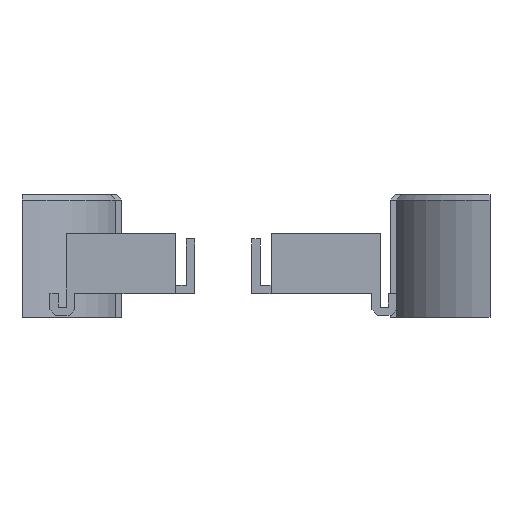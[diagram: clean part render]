
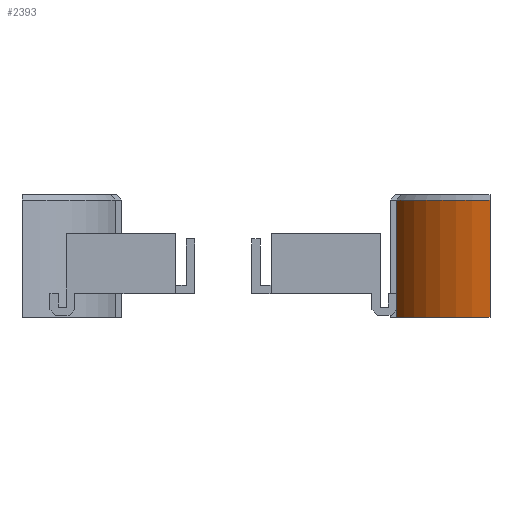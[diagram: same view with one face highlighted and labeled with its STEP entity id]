
A CAD part, front view. The second image highlights one B-rep face of the part: STEP entity #2393.
In plain terms, the highlighted cylindrical face has radius 42.5 mm (diameter 85 mm), a partial arc.
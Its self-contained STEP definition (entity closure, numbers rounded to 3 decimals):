
#2335=CARTESIAN_POINT('',(689.624,533.,33.752));
#2336=VERTEX_POINT('',#2335);
#2337=CARTESIAN_POINT('',(689.624,533.,76.752));
#2338=VERTEX_POINT('',#2337);
#2339=CARTESIAN_POINT('',(689.624,533.,33.752));
#2340=DIRECTION('',(0.,0.,1.));
#2341=VECTOR('',#2340,43.);
#2342=LINE('',#2339,#2341);
#2343=EDGE_CURVE('',#2336,#2338,#2342,.T.);
#2361=CARTESIAN_POINT('',(729.752,547.,28.752));
#2362=DIRECTION('',(0.,0.,1.));
#2363=DIRECTION('',(1.,0.,-0.));
#2364=AXIS2_PLACEMENT_3D('',#2361,#2362,#2363);
#2365=CYLINDRICAL_SURFACE('',#2364,42.5);
#2366=CARTESIAN_POINT('',(723.748,504.926,33.752));
#2367=VERTEX_POINT('',#2366);
#2368=CARTESIAN_POINT('',(723.748,504.926,76.752));
#2369=VERTEX_POINT('',#2368);
#2370=CARTESIAN_POINT('',(723.748,504.926,33.752));
#2371=DIRECTION('',(0.,0.,1.));
#2372=VECTOR('',#2371,43.);
#2373=LINE('',#2370,#2372);
#2374=EDGE_CURVE('',#2367,#2369,#2373,.T.);
#2375=ORIENTED_EDGE('',*,*,#2374,.T.);
#2376=CARTESIAN_POINT('',(729.752,547.,76.752));
#2377=DIRECTION('',(-0.,-0.,-1.));
#2378=DIRECTION('',(1.,0.,-0.));
#2379=AXIS2_PLACEMENT_3D('',#2376,#2377,#2378);
#2380=CIRCLE('',#2379,42.5);
#2381=EDGE_CURVE('',#2369,#2338,#2380,.T.);
#2382=ORIENTED_EDGE('',*,*,#2381,.T.);
#2383=ORIENTED_EDGE('',*,*,#2343,.F.);
#2384=CARTESIAN_POINT('',(729.752,547.,33.752));
#2385=DIRECTION('',(0.,0.,1.));
#2386=DIRECTION('',(1.,0.,-0.));
#2387=AXIS2_PLACEMENT_3D('',#2384,#2385,#2386);
#2388=CIRCLE('',#2387,42.5);
#2389=EDGE_CURVE('',#2336,#2367,#2388,.T.);
#2390=ORIENTED_EDGE('',*,*,#2389,.T.);
#2391=EDGE_LOOP('',(#2375,#2382,#2383,#2390));
#2392=FACE_BOUND('',#2391,.T.);
#2393=ADVANCED_FACE('',(#2392),#2365,.T.);
